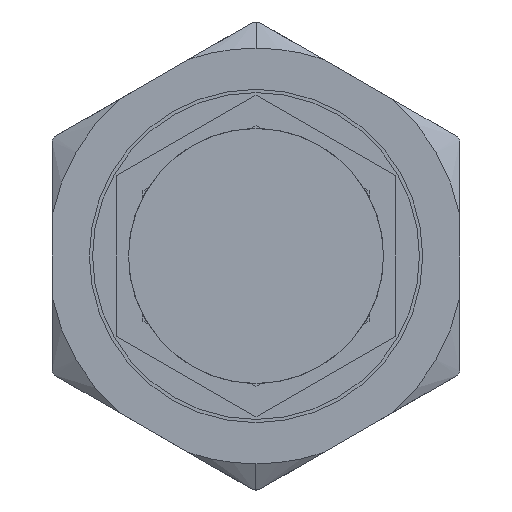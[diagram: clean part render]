
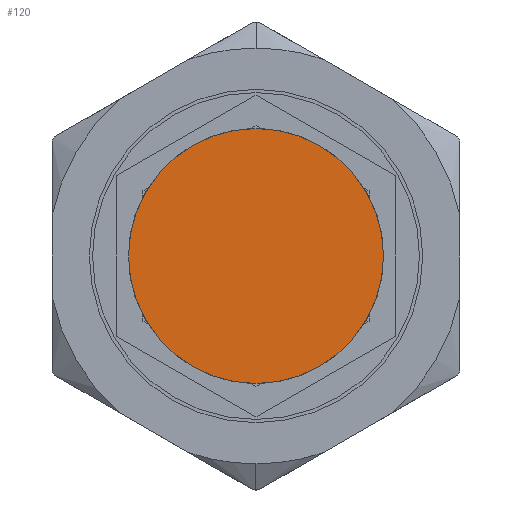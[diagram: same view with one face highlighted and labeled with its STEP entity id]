
A CAD part, front view. The second image highlights one B-rep face of the part: STEP entity #120.
In plain terms, the highlighted planar face has unit normal (0, -1, 0).
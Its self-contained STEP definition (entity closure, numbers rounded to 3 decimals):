
#120=ADVANCED_FACE('',(#295),#296,.F.);
#295=FACE_OUTER_BOUND('',#486,.T.);
#296=PLANE('',#487);
#486=EDGE_LOOP('',(#1120,#1121));
#487=AXIS2_PLACEMENT_3D('',#1122,#1123,#1124);
#1120=ORIENTED_EDGE('',*,*,#1437,.T.);
#1121=ORIENTED_EDGE('',*,*,#1240,.T.);
#1122=CARTESIAN_POINT('',(0.0,-22.863,-0.944));
#1123=DIRECTION('',(-0.0,1.0,0.0));
#1124=DIRECTION('',(1.0,0.0,0.0));
#1240=EDGE_CURVE('',#1466,#1463,#1467,.T.);
#1437=EDGE_CURVE('',#1463,#1466,#1792,.T.);
#1463=VERTEX_POINT('',#1823);
#1466=VERTEX_POINT('',#1827);
#1467=CIRCLE('',#1828,2.477);
#1792=CIRCLE('',#2361,2.477);
#1823=CARTESIAN_POINT('',(0.0,-22.863,2.477));
#1827=CARTESIAN_POINT('',(0.,-22.863,-2.477));
#1828=AXIS2_PLACEMENT_3D('',#2416,#2417,#2418);
#2361=AXIS2_PLACEMENT_3D('',#2765,#2766,#2767);
#2416=CARTESIAN_POINT('',(0.0,-22.863,0.0));
#2417=DIRECTION('',(0.0,-1.0,0.0));
#2418=DIRECTION('',(0.0,0.0,-1.0));
#2765=CARTESIAN_POINT('',(0.0,-22.863,0.0));
#2766=DIRECTION('',(0.0,-1.0,0.0));
#2767=DIRECTION('',(0.0,0.0,-1.0));
